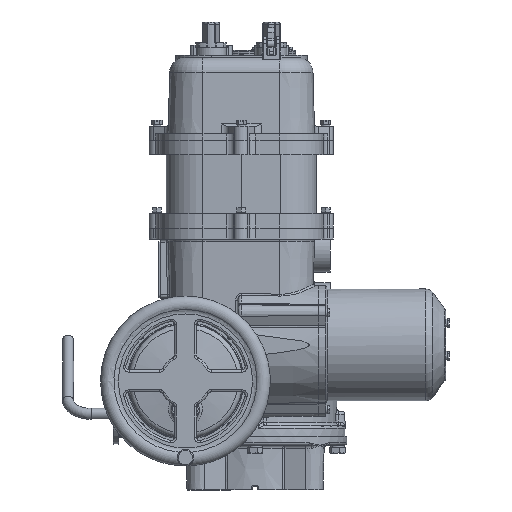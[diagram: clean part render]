
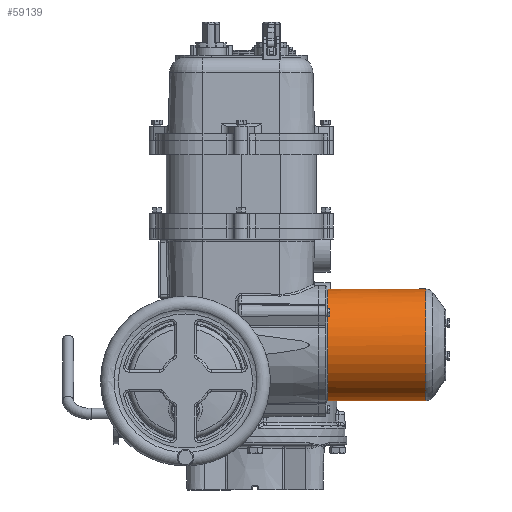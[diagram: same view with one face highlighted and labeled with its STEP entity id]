
A CAD part, left-side view. The second image highlights one B-rep face of the part: STEP entity #59139.
In plain terms, the highlighted cylindrical face has radius 51 mm (diameter 102 mm), a full revolution.
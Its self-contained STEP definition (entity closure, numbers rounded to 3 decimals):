
#13863=CYLINDRICAL_SURFACE('',#70304,51.);
#18969=ORIENTED_EDGE('',*,*,#33722,.T.);
#18970=ORIENTED_EDGE('',*,*,#33766,.T.);
#33722=EDGE_CURVE('',#50025,#50025,#40592,.T.);
#33766=EDGE_CURVE('',#50050,#50050,#40618,.T.);
#40592=CIRCLE('',#70258,51.);
#40618=CIRCLE('',#70302,51.);
#43108=EDGE_LOOP('',(#18969));
#43109=EDGE_LOOP('',(#18970));
#50025=VERTEX_POINT('',#97444);
#50050=VERTEX_POINT('',#97531);
#55306=FACE_BOUND('',#43108,.T.);
#55307=FACE_BOUND('',#43109,.T.);
#59139=ADVANCED_FACE('',(#55306,#55307),#13863,.T.);
#70258=AXIS2_PLACEMENT_3D('',#97443,#79193,#79194);
#70302=AXIS2_PLACEMENT_3D('',#97530,#79299,#79300);
#70304=AXIS2_PLACEMENT_3D('',#97533,#79303,#79304);
#79193=DIRECTION('',(0.,1.,0.));
#79194=DIRECTION('',(0.866,0.,0.5));
#79299=DIRECTION('',(0.,-1.,0.));
#79300=DIRECTION('',(-0.866,0.,-0.5));
#79303=DIRECTION('',(0.,-1.,0.));
#79304=DIRECTION('',(-0.866,0.,-0.5));
#97443=CARTESIAN_POINT('',(-115.7,-155.712,32.9));
#97444=CARTESIAN_POINT('',(-71.533,-155.712,58.4));
#97530=CARTESIAN_POINT('',(-115.7,-66.232,32.9));
#97531=CARTESIAN_POINT('',(-159.867,-66.232,7.4));
#97533=CARTESIAN_POINT('',(-115.7,-174.,32.9));
